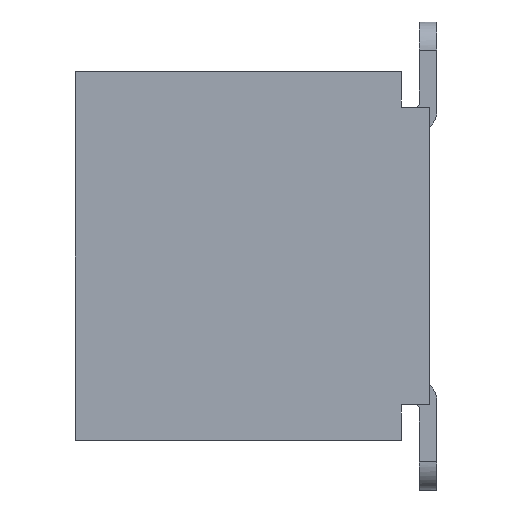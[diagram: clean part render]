
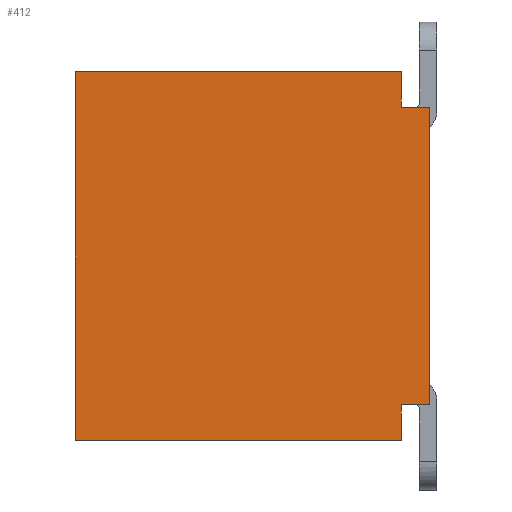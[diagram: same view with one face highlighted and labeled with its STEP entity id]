
A CAD part, left-side view. The second image highlights one B-rep face of the part: STEP entity #412.
In plain terms, the highlighted planar face has unit normal (-1, 0, 0).
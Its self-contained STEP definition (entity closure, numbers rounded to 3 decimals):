
#412=ADVANCED_FACE('',(#1056),#1057,.F.);
#1056=FACE_OUTER_BOUND('',#1935,.T.);
#1057=PLANE('',#1936);
#1935=EDGE_LOOP('',(#3188,#3189,#3190,#3191,#3192,#3193,#3194,#3195));
#1936=AXIS2_PLACEMENT_3D('',#3196,#3197,#3198);
#3188=ORIENTED_EDGE('',*,*,#5626,.T.);
#3189=ORIENTED_EDGE('',*,*,#5627,.T.);
#3190=ORIENTED_EDGE('',*,*,#5628,.F.);
#3191=ORIENTED_EDGE('',*,*,#5629,.F.);
#3192=ORIENTED_EDGE('',*,*,#5630,.F.);
#3193=ORIENTED_EDGE('',*,*,#5414,.F.);
#3194=ORIENTED_EDGE('',*,*,#5631,.F.);
#3195=ORIENTED_EDGE('',*,*,#5632,.T.);
#3196=CARTESIAN_POINT('',(-6.6,2.52,0.));
#3197=DIRECTION('',(1.0,0.0,0.));
#3198=DIRECTION('',(0.,0.0,-1.0));
#5414=EDGE_CURVE('',#6579,#6581,#6582,.T.);
#5626=EDGE_CURVE('',#6935,#6936,#6937,.T.);
#5627=EDGE_CURVE('',#6936,#6938,#6939,.T.);
#5628=EDGE_CURVE('',#6940,#6938,#6941,.T.);
#5629=EDGE_CURVE('',#6942,#6940,#6943,.T.);
#5630=EDGE_CURVE('',#6581,#6942,#6944,.T.);
#5631=EDGE_CURVE('',#6945,#6579,#6946,.T.);
#5632=EDGE_CURVE('',#6945,#6935,#6947,.T.);
#6579=VERTEX_POINT('',#8224);
#6581=VERTEX_POINT('',#8227);
#6582=LINE('',#8228,#8229);
#6935=VERTEX_POINT('',#8729);
#6936=VERTEX_POINT('',#8730);
#6937=LINE('',#8731,#8732);
#6938=VERTEX_POINT('',#8733);
#6939=LINE('',#8734,#8735);
#6940=VERTEX_POINT('',#8736);
#6941=LINE('',#8737,#8738);
#6942=VERTEX_POINT('',#8739);
#6943=LINE('',#8740,#8741);
#6944=LINE('',#8742,#8743);
#6945=VERTEX_POINT('',#8744);
#6946=LINE('',#8745,#8746);
#6947=LINE('',#8747,#8748);
#8224=CARTESIAN_POINT('',(-6.6,5.,-2.6));
#8227=CARTESIAN_POINT('',(-6.6,5.0,2.6));
#8228=CARTESIAN_POINT('',(-6.6,5.,-2.6));
#8229=VECTOR('',#10188,1.0);
#8729=CARTESIAN_POINT('',(-6.6,0.4,-2.1));
#8730=CARTESIAN_POINT('',(-6.6,0.0,-2.1));
#8731=CARTESIAN_POINT('',(-6.6,0.4,-2.1));
#8732=VECTOR('',#10405,1.0);
#8733=CARTESIAN_POINT('',(-6.6,0.,2.1));
#8734=CARTESIAN_POINT('',(-6.6,0.0,-2.1));
#8735=VECTOR('',#10406,1.0);
#8736=CARTESIAN_POINT('',(-6.6,0.4,2.1));
#8737=CARTESIAN_POINT('',(-6.6,0.4,2.1));
#8738=VECTOR('',#10407,1.0);
#8739=CARTESIAN_POINT('',(-6.6,0.4,2.6));
#8740=CARTESIAN_POINT('',(-6.6,0.4,2.6));
#8741=VECTOR('',#10408,1.0);
#8742=CARTESIAN_POINT('',(-6.6,5.0,2.6));
#8743=VECTOR('',#10409,1.0);
#8744=CARTESIAN_POINT('',(-6.6,0.4,-2.6));
#8745=CARTESIAN_POINT('',(-6.6,0.4,-2.6));
#8746=VECTOR('',#10410,1.0);
#8747=CARTESIAN_POINT('',(-6.6,0.4,-2.6));
#8748=VECTOR('',#10411,1.0);
#10188=DIRECTION('',(0.,0.,1.0));
#10405=DIRECTION('',(0.0,-1.0,0.0));
#10406=DIRECTION('',(0.,0.0,1.0));
#10407=DIRECTION('',(0.0,-1.0,0.0));
#10408=DIRECTION('',(0.,0.0,-1.0));
#10409=DIRECTION('',(0.0,-1.0,0.0));
#10410=DIRECTION('',(0.0,1.0,0.0));
#10411=DIRECTION('',(0.,0.0,1.0));
